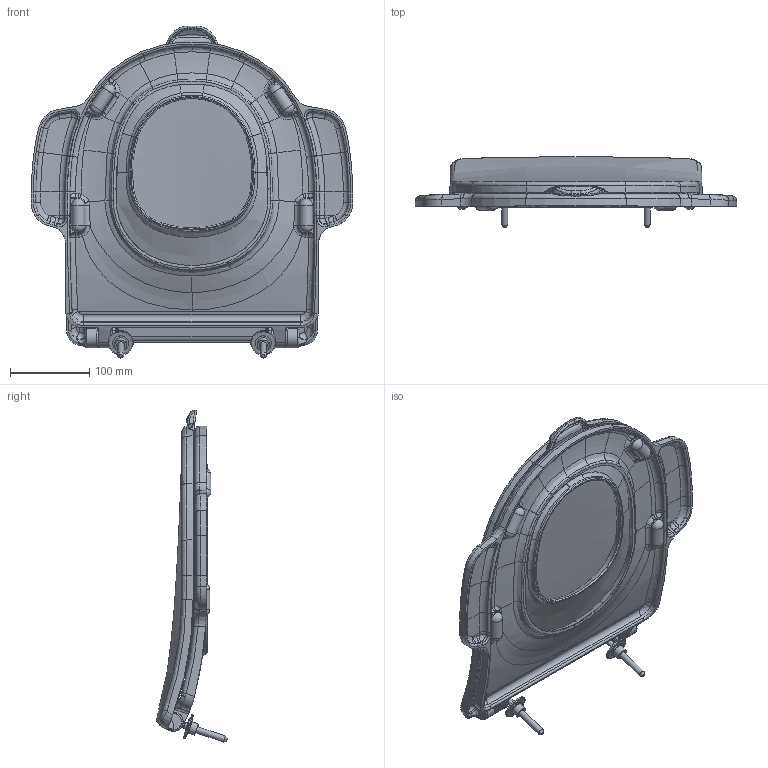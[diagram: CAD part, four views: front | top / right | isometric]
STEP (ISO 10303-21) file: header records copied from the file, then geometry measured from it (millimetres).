
FILE_DESCRIPTION(/* description */ (''),/* implementation_level */ '2;1');
FILE_NAME(/* name */ '8M1161_8M1261_8M1361_WCS.stp',/* time_stamp */ '2021-10-20T08:18:33+02:00',/* author */ (''),/* organization */ (''),/* preprocessor_version */ 'ST-DEVELOPER v18.1',/* originating_system */ 'SIEMENS PLM Software NX 1973',/* authorisation */ '');
FILE_SCHEMA (('AUTOMOTIVE_DESIGN { 1 0 10303 214 3 1 1 1 }'));
Length unit declared in the file: millimetre
Products named in the file (1): Muel613821549g7s
Bounding box: 405.95 x 89.37 x 419.23 mm (x, y, z)
Volume: 1528570.4 mm3; surface area: 606619.5 mm2
Topology: 9 solids, 9 shells, 1154 faces, 2919 edges, 1786 vertices
Faces by surface type: bspline 600, cylinder 150, torus 147, cone 134, plane 105, sphere 16, revolution 2
Full cylindrical faces by diameter (mm): 7 x6, 8 x2, 9.7 x2, 9.9 x2, 13 x2, 13.8 x2, 14.8 x2, 20 x2, 30 x2, 32 x2
Entity records: 85080 total; most frequent: CARTESIAN_POINT 62414, ORIENTED_EDGE 5658, DIRECTION 3676, EDGE_CURVE 2829, VERTEX_POINT 1753, AXIS2_PLACEMENT_3D 1672, EDGE_LOOP 1220, ADVANCED_FACE 1154
